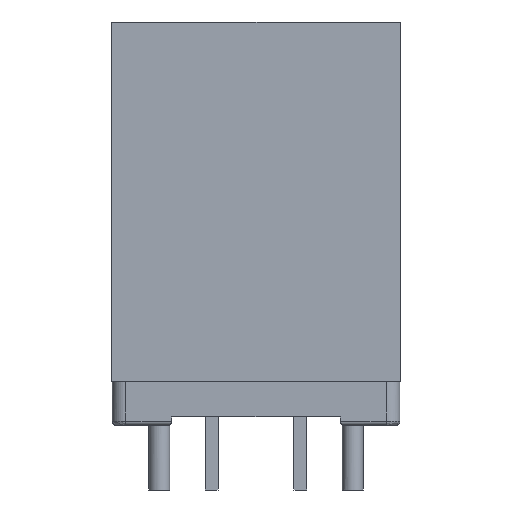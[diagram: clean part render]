
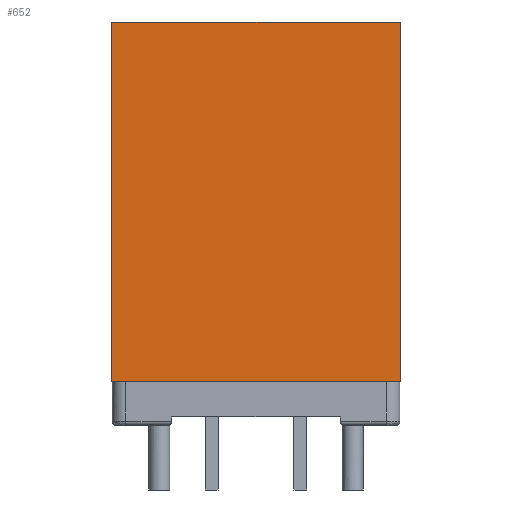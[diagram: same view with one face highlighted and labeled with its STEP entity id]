
A CAD part, left-side view. The second image highlights one B-rep face of the part: STEP entity #652.
In plain terms, the highlighted planar face has unit normal (1, 0, 0).
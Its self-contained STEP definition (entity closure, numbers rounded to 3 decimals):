
#652 = ADVANCED_FACE('',(#653),#688,.T.);
#653 = FACE_BOUND('',#654,.T.);
#654 = EDGE_LOOP('',(#655,#666,#674,#682));
#655 = ORIENTED_EDGE('',*,*,#656,.T.);
#656 = EDGE_CURVE('',#657,#659,#661,.T.);
#657 = VERTEX_POINT('',#658);
#658 = CARTESIAN_POINT('',(-13.715,-8.485,23.775));
#659 = VERTEX_POINT('',#660);
#660 = CARTESIAN_POINT('',(-13.715,-8.485,2.625));
#661 = B_SPLINE_CURVE_WITH_KNOTS('',3,(#662,#663,#664,#665),
  .UNSPECIFIED.,.F.,.F.,(4,4),(0.,1.),.PIECEWISE_BEZIER_KNOTS.);
#662 = CARTESIAN_POINT('',(-13.715,-8.485,23.775));
#663 = CARTESIAN_POINT('',(-13.715,-8.485,16.725));
#664 = CARTESIAN_POINT('',(-13.715,-8.485,9.675));
#665 = CARTESIAN_POINT('',(-13.715,-8.485,2.625));
#666 = ORIENTED_EDGE('',*,*,#667,.F.);
#667 = EDGE_CURVE('',#668,#659,#670,.T.);
#668 = VERTEX_POINT('',#669);
#669 = CARTESIAN_POINT('',(-13.715,8.485,2.625));
#670 = LINE('',#671,#672);
#671 = CARTESIAN_POINT('',(-13.715,-8.485,2.625));
#672 = VECTOR('',#673,1.);
#673 = DIRECTION('',(0.,-1.,0.));
#674 = ORIENTED_EDGE('',*,*,#675,.F.);
#675 = EDGE_CURVE('',#676,#668,#678,.T.);
#676 = VERTEX_POINT('',#677);
#677 = CARTESIAN_POINT('',(-13.715,8.485,23.775));
#678 = LINE('',#679,#680);
#679 = CARTESIAN_POINT('',(-13.715,8.485,23.775));
#680 = VECTOR('',#681,1.);
#681 = DIRECTION('',(0.,0.,-1.));
#682 = ORIENTED_EDGE('',*,*,#683,.T.);
#683 = EDGE_CURVE('',#676,#657,#684,.T.);
#684 = LINE('',#685,#686);
#685 = CARTESIAN_POINT('',(-13.715,8.485,23.775));
#686 = VECTOR('',#687,1.);
#687 = DIRECTION('',(0.,-1.,0.));
#688 = PLANE('',#689);
#689 = AXIS2_PLACEMENT_3D('',#690,#691,#692);
#690 = CARTESIAN_POINT('',(-13.715,8.485,23.775));
#691 = DIRECTION('',(1.,0.,0.));
#692 = DIRECTION('',(0.,1.,0.));
